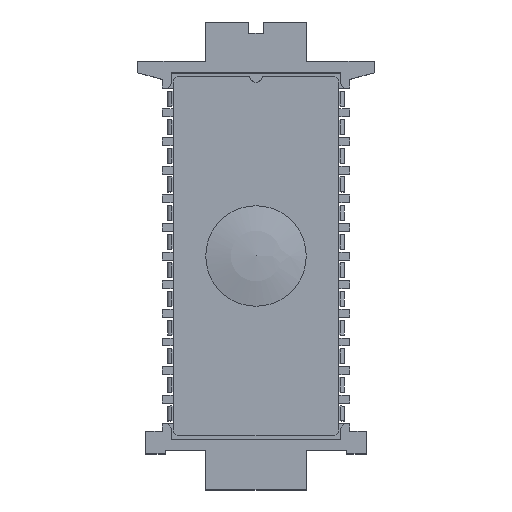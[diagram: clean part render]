
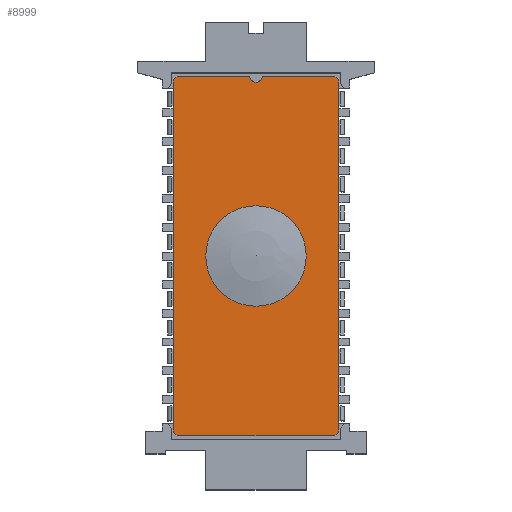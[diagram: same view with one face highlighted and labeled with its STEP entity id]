
A CAD part, top view. The second image highlights one B-rep face of the part: STEP entity #8999.
In plain terms, the highlighted planar face has unit normal (0, 0, 1).
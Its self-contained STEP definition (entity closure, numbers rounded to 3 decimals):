
#8999 = ADVANCED_FACE('',(#9000,#9243),#9254,.T.);
#9000 = FACE_BOUND('',#9001,.T.);
#9001 = EDGE_LOOP('',(#9002,#9012,#9020,#9028,#9036,#9044,#9052,#9060,
    #9068,#9076,#9084,#9092,#9100,#9108,#9116,#9124,#9132,#9140,#9148,
    #9156,#9164,#9172,#9180,#9188,#9197,#9205,#9213,#9221,#9229,#9237));
#9002 = ORIENTED_EDGE('',*,*,#9003,.T.);
#9003 = EDGE_CURVE('',#9004,#9006,#9008,.T.);
#9004 = VERTEX_POINT('',#9005);
#9005 = CARTESIAN_POINT('',(-7.334,15.542,4.));
#9006 = VERTEX_POINT('',#9007);
#9007 = CARTESIAN_POINT('',(-7.35,15.41,4.));
#9008 = LINE('',#9009,#9010);
#9009 = CARTESIAN_POINT('',(-7.334,15.542,4.));
#9010 = VECTOR('',#9011,1.);
#9011 = DIRECTION('',(-0.121,-0.993,0.));
#9012 = ORIENTED_EDGE('',*,*,#9013,.T.);
#9013 = EDGE_CURVE('',#9006,#9014,#9016,.T.);
#9014 = VERTEX_POINT('',#9015);
#9015 = CARTESIAN_POINT('',(-7.35,-15.41,4.));
#9016 = LINE('',#9017,#9018);
#9017 = CARTESIAN_POINT('',(-7.35,15.41,4.));
#9018 = VECTOR('',#9019,1.);
#9019 = DIRECTION('',(0.,-1.,0.));
#9020 = ORIENTED_EDGE('',*,*,#9021,.F.);
#9021 = EDGE_CURVE('',#9022,#9014,#9024,.T.);
#9022 = VERTEX_POINT('',#9023);
#9023 = CARTESIAN_POINT('',(-7.334,-15.542,4.));
#9024 = LINE('',#9025,#9026);
#9025 = CARTESIAN_POINT('',(-7.334,-15.542,4.));
#9026 = VECTOR('',#9027,1.);
#9027 = DIRECTION('',(-0.121,0.993,0.));
#9028 = ORIENTED_EDGE('',*,*,#9029,.F.);
#9029 = EDGE_CURVE('',#9030,#9022,#9032,.T.);
#9030 = VERTEX_POINT('',#9031);
#9031 = CARTESIAN_POINT('',(-7.287,-15.666,4.));
#9032 = LINE('',#9033,#9034);
#9033 = CARTESIAN_POINT('',(-7.287,-15.666,4.));
#9034 = VECTOR('',#9035,1.);
#9035 = DIRECTION('',(-0.355,0.935,0.));
#9036 = ORIENTED_EDGE('',*,*,#9037,.T.);
#9037 = EDGE_CURVE('',#9030,#9038,#9040,.T.);
#9038 = VERTEX_POINT('',#9039);
#9039 = CARTESIAN_POINT('',(-7.212,-15.775,4.));
#9040 = LINE('',#9041,#9042);
#9041 = CARTESIAN_POINT('',(-7.287,-15.666,4.));
#9042 = VECTOR('',#9043,1.);
#9043 = DIRECTION('',(0.568,-0.823,0.));
#9044 = ORIENTED_EDGE('',*,*,#9045,.T.);
#9045 = EDGE_CURVE('',#9038,#9046,#9048,.T.);
#9046 = VERTEX_POINT('',#9047);
#9047 = CARTESIAN_POINT('',(-7.112,-15.863,4.));
#9048 = LINE('',#9049,#9050);
#9049 = CARTESIAN_POINT('',(-7.212,-15.775,4.));
#9050 = VECTOR('',#9051,1.);
#9051 = DIRECTION('',(0.749,-0.663,0.));
#9052 = ORIENTED_EDGE('',*,*,#9053,.F.);
#9053 = EDGE_CURVE('',#9054,#9046,#9056,.T.);
#9054 = VERTEX_POINT('',#9055);
#9055 = CARTESIAN_POINT('',(-6.995,-15.924,4.));
#9056 = LINE('',#9057,#9058);
#9057 = CARTESIAN_POINT('',(-6.995,-15.924,4.));
#9058 = VECTOR('',#9059,1.);
#9059 = DIRECTION('',(-0.885,0.465,0.));
#9060 = ORIENTED_EDGE('',*,*,#9061,.F.);
#9061 = EDGE_CURVE('',#9062,#9054,#9064,.T.);
#9062 = VERTEX_POINT('',#9063);
#9063 = CARTESIAN_POINT('',(-6.866,-15.956,4.));
#9064 = LINE('',#9065,#9066);
#9065 = CARTESIAN_POINT('',(-6.866,-15.956,4.));
#9066 = VECTOR('',#9067,1.);
#9067 = DIRECTION('',(-0.971,0.239,0.));
#9068 = ORIENTED_EDGE('',*,*,#9069,.F.);
#9069 = EDGE_CURVE('',#9070,#9062,#9072,.T.);
#9070 = VERTEX_POINT('',#9071);
#9071 = CARTESIAN_POINT('',(6.866,-15.956,4.));
#9072 = LINE('',#9073,#9074);
#9073 = CARTESIAN_POINT('',(6.866,-15.956,4.));
#9074 = VECTOR('',#9075,1.);
#9075 = DIRECTION('',(-1.,0.,0.));
#9076 = ORIENTED_EDGE('',*,*,#9077,.F.);
#9077 = EDGE_CURVE('',#9078,#9070,#9080,.T.);
#9078 = VERTEX_POINT('',#9079);
#9079 = CARTESIAN_POINT('',(6.995,-15.924,4.));
#9080 = LINE('',#9081,#9082);
#9081 = CARTESIAN_POINT('',(6.995,-15.924,4.));
#9082 = VECTOR('',#9083,1.);
#9083 = DIRECTION('',(-0.971,-0.239,0.));
#9084 = ORIENTED_EDGE('',*,*,#9085,.F.);
#9085 = EDGE_CURVE('',#9086,#9078,#9088,.T.);
#9086 = VERTEX_POINT('',#9087);
#9087 = CARTESIAN_POINT('',(7.112,-15.863,4.));
#9088 = LINE('',#9089,#9090);
#9089 = CARTESIAN_POINT('',(7.112,-15.863,4.));
#9090 = VECTOR('',#9091,1.);
#9091 = DIRECTION('',(-0.885,-0.465,0.));
#9092 = ORIENTED_EDGE('',*,*,#9093,.F.);
#9093 = EDGE_CURVE('',#9094,#9086,#9096,.T.);
#9094 = VERTEX_POINT('',#9095);
#9095 = CARTESIAN_POINT('',(7.212,-15.775,4.));
#9096 = LINE('',#9097,#9098);
#9097 = CARTESIAN_POINT('',(7.212,-15.775,4.));
#9098 = VECTOR('',#9099,1.);
#9099 = DIRECTION('',(-0.749,-0.663,0.));
#9100 = ORIENTED_EDGE('',*,*,#9101,.F.);
#9101 = EDGE_CURVE('',#9102,#9094,#9104,.T.);
#9102 = VERTEX_POINT('',#9103);
#9103 = CARTESIAN_POINT('',(7.287,-15.666,4.));
#9104 = LINE('',#9105,#9106);
#9105 = CARTESIAN_POINT('',(7.287,-15.666,4.));
#9106 = VECTOR('',#9107,1.);
#9107 = DIRECTION('',(-0.568,-0.823,0.));
#9108 = ORIENTED_EDGE('',*,*,#9109,.T.);
#9109 = EDGE_CURVE('',#9102,#9110,#9112,.T.);
#9110 = VERTEX_POINT('',#9111);
#9111 = CARTESIAN_POINT('',(7.334,-15.542,4.));
#9112 = LINE('',#9113,#9114);
#9113 = CARTESIAN_POINT('',(7.287,-15.666,4.));
#9114 = VECTOR('',#9115,1.);
#9115 = DIRECTION('',(0.355,0.935,0.));
#9116 = ORIENTED_EDGE('',*,*,#9117,.F.);
#9117 = EDGE_CURVE('',#9118,#9110,#9120,.T.);
#9118 = VERTEX_POINT('',#9119);
#9119 = CARTESIAN_POINT('',(7.35,-15.41,4.));
#9120 = LINE('',#9121,#9122);
#9121 = CARTESIAN_POINT('',(7.35,-15.41,4.));
#9122 = VECTOR('',#9123,1.);
#9123 = DIRECTION('',(-0.121,-0.993,0.));
#9124 = ORIENTED_EDGE('',*,*,#9125,.F.);
#9125 = EDGE_CURVE('',#9126,#9118,#9128,.T.);
#9126 = VERTEX_POINT('',#9127);
#9127 = CARTESIAN_POINT('',(7.35,15.41,4.));
#9128 = LINE('',#9129,#9130);
#9129 = CARTESIAN_POINT('',(7.35,15.41,4.));
#9130 = VECTOR('',#9131,1.);
#9131 = DIRECTION('',(0.,-1.,0.));
#9132 = ORIENTED_EDGE('',*,*,#9133,.F.);
#9133 = EDGE_CURVE('',#9134,#9126,#9136,.T.);
#9134 = VERTEX_POINT('',#9135);
#9135 = CARTESIAN_POINT('',(7.334,15.542,4.));
#9136 = LINE('',#9137,#9138);
#9137 = CARTESIAN_POINT('',(7.334,15.542,4.));
#9138 = VECTOR('',#9139,1.);
#9139 = DIRECTION('',(0.121,-0.993,0.));
#9140 = ORIENTED_EDGE('',*,*,#9141,.F.);
#9141 = EDGE_CURVE('',#9142,#9134,#9144,.T.);
#9142 = VERTEX_POINT('',#9143);
#9143 = CARTESIAN_POINT('',(7.287,15.666,4.));
#9144 = LINE('',#9145,#9146);
#9145 = CARTESIAN_POINT('',(7.287,15.666,4.));
#9146 = VECTOR('',#9147,1.);
#9147 = DIRECTION('',(0.355,-0.935,0.));
#9148 = ORIENTED_EDGE('',*,*,#9149,.F.);
#9149 = EDGE_CURVE('',#9150,#9142,#9152,.T.);
#9150 = VERTEX_POINT('',#9151);
#9151 = CARTESIAN_POINT('',(7.212,15.775,4.));
#9152 = LINE('',#9153,#9154);
#9153 = CARTESIAN_POINT('',(7.212,15.775,4.));
#9154 = VECTOR('',#9155,1.);
#9155 = DIRECTION('',(0.568,-0.823,0.));
#9156 = ORIENTED_EDGE('',*,*,#9157,.F.);
#9157 = EDGE_CURVE('',#9158,#9150,#9160,.T.);
#9158 = VERTEX_POINT('',#9159);
#9159 = CARTESIAN_POINT('',(7.112,15.863,4.));
#9160 = LINE('',#9161,#9162);
#9161 = CARTESIAN_POINT('',(7.112,15.863,4.));
#9162 = VECTOR('',#9163,1.);
#9163 = DIRECTION('',(0.749,-0.663,0.));
#9164 = ORIENTED_EDGE('',*,*,#9165,.F.);
#9165 = EDGE_CURVE('',#9166,#9158,#9168,.T.);
#9166 = VERTEX_POINT('',#9167);
#9167 = CARTESIAN_POINT('',(6.995,15.924,4.));
#9168 = LINE('',#9169,#9170);
#9169 = CARTESIAN_POINT('',(6.995,15.924,4.));
#9170 = VECTOR('',#9171,1.);
#9171 = DIRECTION('',(0.885,-0.465,0.));
#9172 = ORIENTED_EDGE('',*,*,#9173,.F.);
#9173 = EDGE_CURVE('',#9174,#9166,#9176,.T.);
#9174 = VERTEX_POINT('',#9175);
#9175 = CARTESIAN_POINT('',(6.866,15.956,4.));
#9176 = LINE('',#9177,#9178);
#9177 = CARTESIAN_POINT('',(6.866,15.956,4.));
#9178 = VECTOR('',#9179,1.);
#9179 = DIRECTION('',(0.971,-0.239,0.));
#9180 = ORIENTED_EDGE('',*,*,#9181,.F.);
#9181 = EDGE_CURVE('',#9182,#9174,#9184,.T.);
#9182 = VERTEX_POINT('',#9183);
#9183 = CARTESIAN_POINT('',(0.55,15.956,4.));
#9184 = LINE('',#9185,#9186);
#9185 = CARTESIAN_POINT('',(-6.866,15.956,4.));
#9186 = VECTOR('',#9187,1.);
#9187 = DIRECTION('',(1.,0.,0.));
#9188 = ORIENTED_EDGE('',*,*,#9189,.F.);
#9189 = EDGE_CURVE('',#9190,#9182,#9192,.T.);
#9190 = VERTEX_POINT('',#9191);
#9191 = CARTESIAN_POINT('',(-0.55,15.956,4.));
#9192 = CIRCLE('',#9193,0.55);
#9193 = AXIS2_PLACEMENT_3D('',#9194,#9195,#9196);
#9194 = CARTESIAN_POINT('',(0.,15.96,4.));
#9195 = DIRECTION('',(0.,0.,1.));
#9196 = DIRECTION('',(1.,0.,-0.));
#9197 = ORIENTED_EDGE('',*,*,#9198,.F.);
#9198 = EDGE_CURVE('',#9199,#9190,#9201,.T.);
#9199 = VERTEX_POINT('',#9200);
#9200 = CARTESIAN_POINT('',(-6.866,15.956,4.));
#9201 = LINE('',#9202,#9203);
#9202 = CARTESIAN_POINT('',(-6.866,15.956,4.));
#9203 = VECTOR('',#9204,1.);
#9204 = DIRECTION('',(1.,0.,0.));
#9205 = ORIENTED_EDGE('',*,*,#9206,.F.);
#9206 = EDGE_CURVE('',#9207,#9199,#9209,.T.);
#9207 = VERTEX_POINT('',#9208);
#9208 = CARTESIAN_POINT('',(-6.995,15.924,4.));
#9209 = LINE('',#9210,#9211);
#9210 = CARTESIAN_POINT('',(-6.995,15.924,4.));
#9211 = VECTOR('',#9212,1.);
#9212 = DIRECTION('',(0.971,0.239,0.));
#9213 = ORIENTED_EDGE('',*,*,#9214,.F.);
#9214 = EDGE_CURVE('',#9215,#9207,#9217,.T.);
#9215 = VERTEX_POINT('',#9216);
#9216 = CARTESIAN_POINT('',(-7.112,15.863,4.));
#9217 = LINE('',#9218,#9219);
#9218 = CARTESIAN_POINT('',(-7.112,15.863,4.));
#9219 = VECTOR('',#9220,1.);
#9220 = DIRECTION('',(0.885,0.465,0.));
#9221 = ORIENTED_EDGE('',*,*,#9222,.T.);
#9222 = EDGE_CURVE('',#9215,#9223,#9225,.T.);
#9223 = VERTEX_POINT('',#9224);
#9224 = CARTESIAN_POINT('',(-7.212,15.775,4.));
#9225 = LINE('',#9226,#9227);
#9226 = CARTESIAN_POINT('',(-7.112,15.863,4.));
#9227 = VECTOR('',#9228,1.);
#9228 = DIRECTION('',(-0.749,-0.663,0.));
#9229 = ORIENTED_EDGE('',*,*,#9230,.T.);
#9230 = EDGE_CURVE('',#9223,#9231,#9233,.T.);
#9231 = VERTEX_POINT('',#9232);
#9232 = CARTESIAN_POINT('',(-7.287,15.666,4.));
#9233 = LINE('',#9234,#9235);
#9234 = CARTESIAN_POINT('',(-7.212,15.775,4.));
#9235 = VECTOR('',#9236,1.);
#9236 = DIRECTION('',(-0.568,-0.823,0.));
#9237 = ORIENTED_EDGE('',*,*,#9238,.F.);
#9238 = EDGE_CURVE('',#9004,#9231,#9239,.T.);
#9239 = LINE('',#9240,#9241);
#9240 = CARTESIAN_POINT('',(-7.334,15.542,4.));
#9241 = VECTOR('',#9242,1.);
#9242 = DIRECTION('',(0.355,0.935,0.));
#9243 = FACE_BOUND('',#9244,.T.);
#9244 = EDGE_LOOP('',(#9245));
#9245 = ORIENTED_EDGE('',*,*,#9246,.F.);
#9246 = EDGE_CURVE('',#9247,#9247,#9249,.T.);
#9247 = VERTEX_POINT('',#9248);
#9248 = CARTESIAN_POINT('',(4.455,0.,4.));
#9249 = CIRCLE('',#9250,4.455);
#9250 = AXIS2_PLACEMENT_3D('',#9251,#9252,#9253);
#9251 = CARTESIAN_POINT('',(0.,0.,4.));
#9252 = DIRECTION('',(0.,0.,1.));
#9253 = DIRECTION('',(1.,0.,-0.));
#9254 = PLANE('',#9255);
#9255 = AXIS2_PLACEMENT_3D('',#9256,#9257,#9258);
#9256 = CARTESIAN_POINT('',(0.,0.,4.)
  );
#9257 = DIRECTION('',(0.,0.,1.));
#9258 = DIRECTION('',(1.,0.,-0.));
